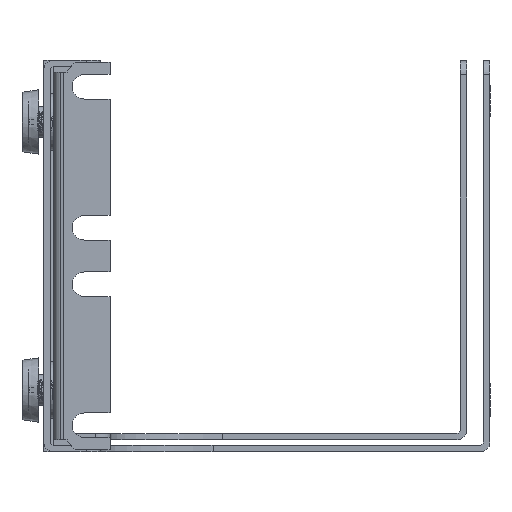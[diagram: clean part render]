
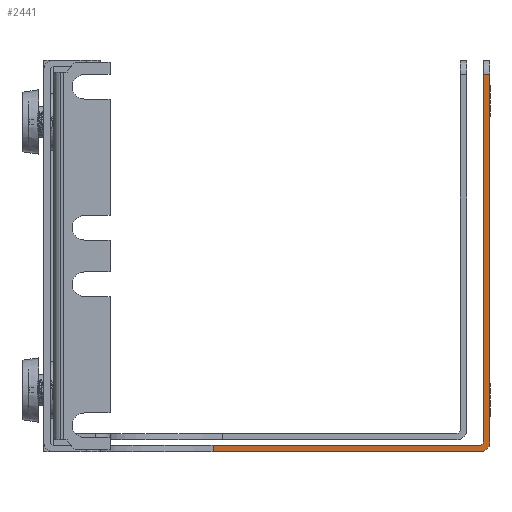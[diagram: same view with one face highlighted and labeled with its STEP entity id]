
A CAD part, left-side view. The second image highlights one B-rep face of the part: STEP entity #2441.
In plain terms, the highlighted planar face has unit normal (-1, 0, 0).
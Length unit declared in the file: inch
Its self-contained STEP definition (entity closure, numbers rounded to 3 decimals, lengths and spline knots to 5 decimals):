
#134 = VECTOR ( 'NONE', #26165, 39.37008 ) ;
#227 = CIRCLE ( 'NONE', #16094, 0.086 ) ;
#1146 = DIRECTION ( 'NONE',  ( 0., 1., 0. ) ) ;
#1332 = CARTESIAN_POINT ( 'NONE',  ( -12.1565, -3.954, 1.609 ) ) ;
#1786 = CARTESIAN_POINT ( 'NONE',  ( -12.1565, -1.5, -1.677 ) ) ;
#1851 = LINE ( 'NONE', #24962, #3711 ) ;
#1946 = DIRECTION ( 'NONE',  ( -1., 0., 0. ) ) ;
#2208 = LINE ( 'NONE', #4266, #16698 ) ;
#2441 = ADVANCED_FACE ( 'NONE', ( #22831 ), #20902, .T. ) ;
#3087 = AXIS2_PLACEMENT_3D ( 'NONE', #11900, #7641, #1146 ) ;
#3488 = DIRECTION ( 'NONE',  ( 0., 0., 1. ) ) ;
#3645 = ORIENTED_EDGE ( 'NONE', *, *, #15843, .T. ) ;
#3711 = VECTOR ( 'NONE', #3488, 39.37008 ) ;
#4266 = CARTESIAN_POINT ( 'NONE',  ( -12.1565, -1.5, -31.86815 ) ) ;
#4269 = DIRECTION ( 'NONE',  ( 0., 1., 0. ) ) ;
#6133 = LINE ( 'NONE', #22655, #26681 ) ;
#6492 = AXIS2_PLACEMENT_3D ( 'NONE', #14880, #1946, #8967 ) ;
#6531 = VERTEX_POINT ( 'NONE', #19600 ) ;
#6747 = DIRECTION ( 'NONE',  ( 0., 0., -1. ) ) ;
#7641 = DIRECTION ( 'NONE',  ( 1., 0., 0. ) ) ;
#7703 = CARTESIAN_POINT ( 'NONE',  ( -12.1565, -3.897, -31.86815 ) ) ;
#8415 = CARTESIAN_POINT ( 'NONE',  ( -12.1565, -3.897, 1.609 ) ) ;
#8421 = CARTESIAN_POINT ( 'NONE',  ( -12.1565, -3.868, -1.648 ) ) ;
#8824 = EDGE_CURVE ( 'NONE', #21259, #25577, #14473, .T. ) ;
#8967 = DIRECTION ( 'NONE',  ( 0., -1., 0. ) ) ;
#9819 = CARTESIAN_POINT ( 'NONE',  ( -12.1565, -3.954, 1.609 ) ) ;
#10377 = VERTEX_POINT ( 'NONE', #19436 ) ;
#11044 = EDGE_CURVE ( 'NONE', #21271, #25777, #2208, .T. ) ;
#11089 = VECTOR ( 'NONE', #16280, 39.37008 ) ;
#11245 = EDGE_CURVE ( 'NONE', #21259, #6531, #14572, .T. ) ;
#11900 = CARTESIAN_POINT ( 'NONE',  ( -12.1565, -3.868, -1.648 ) ) ;
#12472 = ORIENTED_EDGE ( 'NONE', *, *, #27355, .T. ) ;
#12484 = ORIENTED_EDGE ( 'NONE', *, *, #25254, .T. ) ;
#13125 = CARTESIAN_POINT ( 'NONE',  ( -12.1565, -0.04648, -1.677 ) ) ;
#14080 = CIRCLE ( 'NONE', #3087, 0.029 ) ;
#14149 = ORIENTED_EDGE ( 'NONE', *, *, #8824, .F. ) ;
#14404 = ORIENTED_EDGE ( 'NONE', *, *, #11245, .T. ) ;
#14473 = LINE ( 'NONE', #9819, #11089 ) ;
#14572 = LINE ( 'NONE', #7703, #17191 ) ;
#14880 = CARTESIAN_POINT ( 'NONE',  ( -12.1565, -0.5, -31.86815 ) ) ;
#15656 = CARTESIAN_POINT ( 'NONE',  ( -12.1565, -1.5, -1.734 ) ) ;
#15843 = EDGE_CURVE ( 'NONE', #6531, #10377, #14080, .T. ) ;
#15919 = CARTESIAN_POINT ( 'NONE',  ( -12.1565, -3.868, -1.734 ) ) ;
#16094 = AXIS2_PLACEMENT_3D ( 'NONE', #8421, #18885, #4269 ) ;
#16280 = DIRECTION ( 'NONE',  ( 0., -1., 0. ) ) ;
#16698 = VECTOR ( 'NONE', #6747, 39.37008 ) ;
#17191 = VECTOR ( 'NONE', #22517, 39.37008 ) ;
#17601 = EDGE_CURVE ( 'NONE', #10377, #21271, #23714, .T. ) ;
#18717 = DIRECTION ( 'NONE',  ( 0., 1., 0. ) ) ;
#18885 = DIRECTION ( 'NONE',  ( -1., 0., 0. ) ) ;
#19016 = CARTESIAN_POINT ( 'NONE',  ( -12.1565, -3.954, -1.648 ) ) ;
#19218 = VERTEX_POINT ( 'NONE', #15919 ) ;
#19288 = ORIENTED_EDGE ( 'NONE', *, *, #24990, .F. ) ;
#19436 = CARTESIAN_POINT ( 'NONE',  ( -12.1565, -3.868, -1.677 ) ) ;
#19600 = CARTESIAN_POINT ( 'NONE',  ( -12.1565, -3.897, -1.648 ) ) ;
#19787 = ORIENTED_EDGE ( 'NONE', *, *, #17601, .T. ) ;
#20366 = ORIENTED_EDGE ( 'NONE', *, *, #11044, .T. ) ;
#20784 = EDGE_LOOP ( 'NONE', ( #14404, #3645, #19787, #20366, #19288, #12472, #12484, #14149 ) ) ;
#20902 = PLANE ( 'NONE',  #6492 ) ;
#21259 = VERTEX_POINT ( 'NONE', #8415 ) ;
#21271 = VERTEX_POINT ( 'NONE', #1786 ) ;
#22517 = DIRECTION ( 'NONE',  ( 0., 0., -1. ) ) ;
#22655 = CARTESIAN_POINT ( 'NONE',  ( -12.1565, -0.04648, -1.734 ) ) ;
#22831 = FACE_OUTER_BOUND ( 'NONE', #20784, .T. ) ;
#23714 = LINE ( 'NONE', #13125, #134 ) ;
#24784 = VERTEX_POINT ( 'NONE', #19016 ) ;
#24962 = CARTESIAN_POINT ( 'NONE',  ( -12.1565, -3.954, -31.86815 ) ) ;
#24990 = EDGE_CURVE ( 'NONE', #19218, #25777, #6133, .T. ) ;
#25254 = EDGE_CURVE ( 'NONE', #24784, #25577, #1851, .T. ) ;
#25577 = VERTEX_POINT ( 'NONE', #1332 ) ;
#25777 = VERTEX_POINT ( 'NONE', #15656 ) ;
#26165 = DIRECTION ( 'NONE',  ( 0., 1., 0. ) ) ;
#26681 = VECTOR ( 'NONE', #18717, 39.37008 ) ;
#27355 = EDGE_CURVE ( 'NONE', #19218, #24784, #227, .T. ) ;
